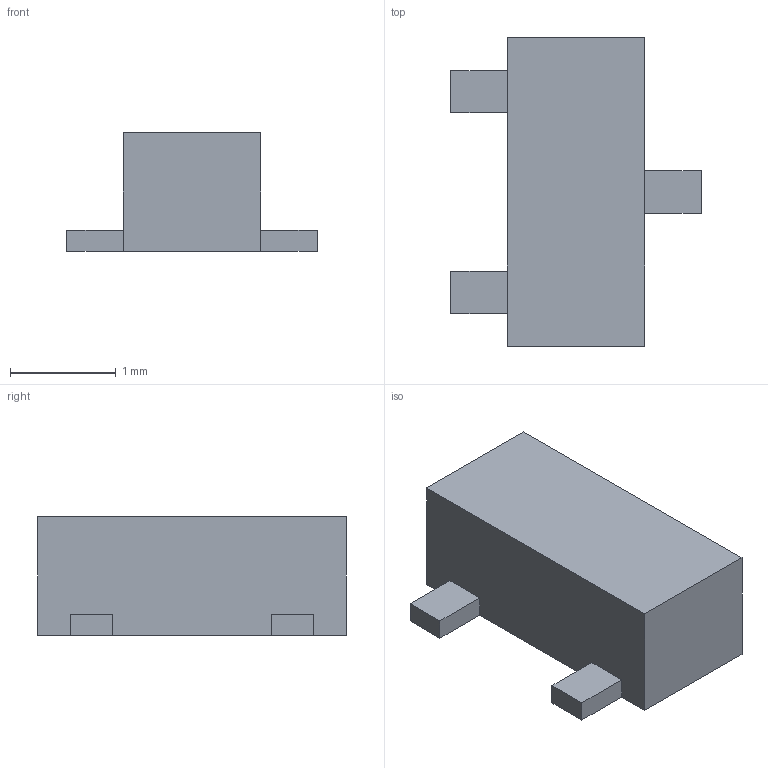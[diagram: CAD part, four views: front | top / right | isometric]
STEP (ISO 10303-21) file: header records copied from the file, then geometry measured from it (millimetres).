
FILE_DESCRIPTION(('FreeCAD Model'),'2;1');
FILE_NAME('Open CASCADE Shape Model','2024-01-09T09:22:55',(''),(''), 'Open CASCADE STEP processor 7.6','FreeCAD','Unknown');
FILE_SCHEMA(('AUTOMOTIVE_DESIGN { 1 0 10303 214 1 1 1 1 }'));
Length unit declared in the file: millimetre
Products named in the file (5): Part; body; pin-1; pin-2; pin-3
Assembly tree (4 placements, depth 2):
  Part
    body
    pin-1
    pin-2
    pin-3
Bounding box: 2.37 x 2.92 x 1.12 mm (x, y, z)
Volume: 4.4 mm3; surface area: 19.5 mm2
Topology: 4 solids, 4 shells, 24 faces, 48 edges, 32 vertices
Faces by surface type: plane 24
Entity records: 263 total; most frequent: ORIENTED_EDGE 36, EDGE_CURVE 24, LINE 21, CARTESIAN_POINT 19, VERTEX_POINT 15, AXIS2_PLACEMENT_3D 13, ADVANCED_FACE 12, FACE_BOUND 12
